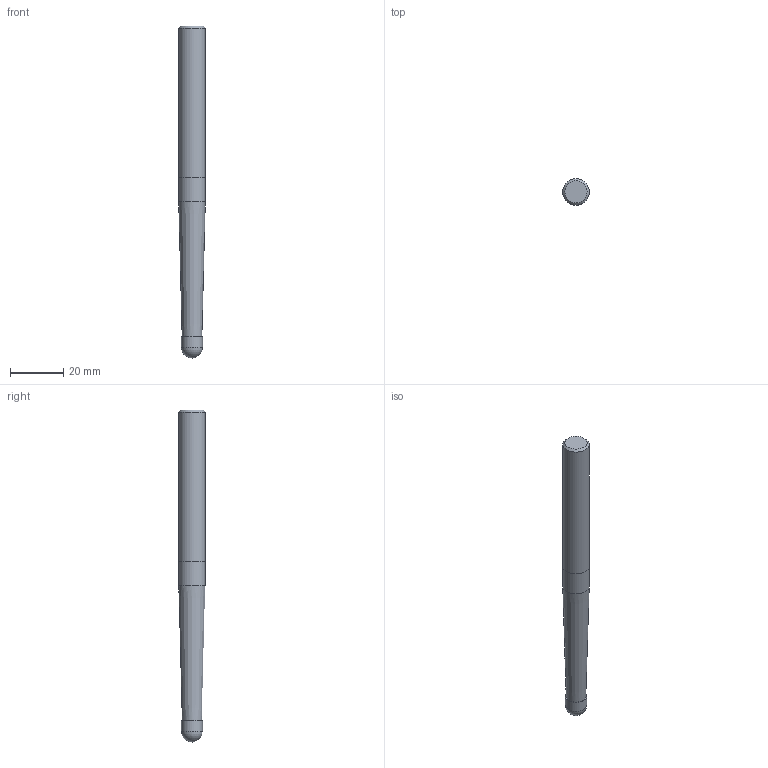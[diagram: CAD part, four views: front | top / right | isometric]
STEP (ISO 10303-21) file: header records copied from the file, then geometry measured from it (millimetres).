
FILE_DESCRIPTION(/* description */ (''),/* implementation_level */ '2;1');
FILE_NAME(/* name */ '02508355.stp',/* time_stamp */ '2012-03-01T11:54:21+05:00',/* author */ (''),/* organization */ (''),/* preprocessor_version */ 'ST-DEVELOPER v11',/* originating_system */ 'SIEMENS PLM Software NX 7.5',/* authorisation */ '');
FILE_SCHEMA (('AUTOMOTIVE_DESIGN { 1 0 10303 214 1 1 1 1 }'));
Length unit declared in the file: millimetre
Products named in the file (1): inpuADC96r4i
Bounding box: 10 x 10 x 125 mm (x, y, z)
Volume: 8567.8 mm3; surface area: 3983.2 mm2
Topology: 3 solids, 3 shells, 11 faces, 17 edges, 11 vertices
Faces by surface type: plane 5, cylinder 3, cone 2, sphere 1
Full cylindrical faces by diameter (mm): 8 x1, 10 x2
Entity records: 240 total; most frequent: DIRECTION 42, CARTESIAN_POINT 29, AXIS2_PLACEMENT_3D 21, EDGE_LOOP 16, ORIENTED_EDGE 16, ADVANCED_FACE 11, FACE_BOUND 10, VERTEX_POINT 8
